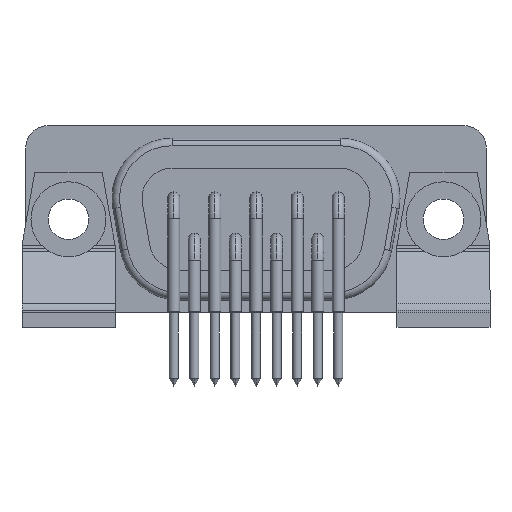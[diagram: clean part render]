
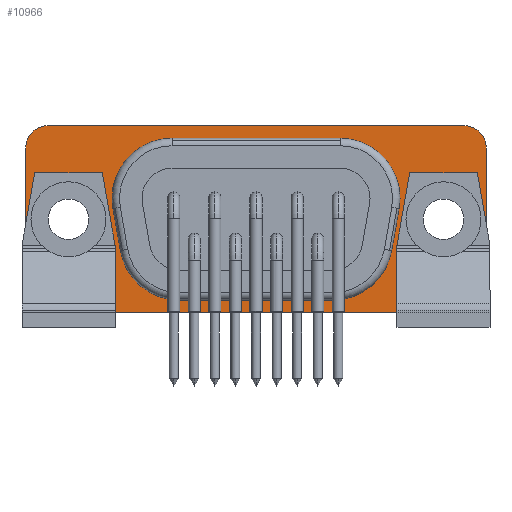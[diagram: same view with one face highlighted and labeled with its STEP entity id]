
A CAD part, front view. The second image highlights one B-rep face of the part: STEP entity #10966.
In plain terms, the highlighted planar face has unit normal (0, -1, 0).
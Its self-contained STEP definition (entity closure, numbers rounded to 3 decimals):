
#10426=CARTESIAN_POINT('',(-14.911,10.67,1.389));
#10427=VERTEX_POINT('',#10426);
#10443=CARTESIAN_POINT('',(-13.85,10.67,0.95));
#10444=VERTEX_POINT('',#10443);
#10451=CARTESIAN_POINT('',(-13.85,10.67,2.45));
#10452=DIRECTION('',(0.,1.,0.));
#10453=DIRECTION('',(-0.707,0.,-0.707));
#10454=AXIS2_PLACEMENT_3D('',#10451,#10452,#10453);
#10455=CIRCLE('',#10454,1.5);
#10456=EDGE_CURVE('',#10444,#10427,#10455,.T.);
#10468=CARTESIAN_POINT('',(14.911,10.67,1.389));
#10469=VERTEX_POINT('',#10468);
#10485=CARTESIAN_POINT('',(15.35,10.67,2.45));
#10486=VERTEX_POINT('',#10485);
#10493=CARTESIAN_POINT('',(13.85,10.67,2.45));
#10494=DIRECTION('',(0.,1.,0.));
#10495=DIRECTION('',(0.707,0.,-0.707));
#10496=AXIS2_PLACEMENT_3D('',#10493,#10494,#10495);
#10497=CIRCLE('',#10496,1.5);
#10498=EDGE_CURVE('',#10486,#10469,#10497,.T.);
#10510=CARTESIAN_POINT('',(14.911,10.67,13.011));
#10511=VERTEX_POINT('',#10510);
#10527=CARTESIAN_POINT('',(13.85,10.67,13.45));
#10528=VERTEX_POINT('',#10527);
#10535=CARTESIAN_POINT('',(13.85,10.67,11.95));
#10536=DIRECTION('',(0.,1.,0.));
#10537=DIRECTION('',(0.707,0.,0.707));
#10538=AXIS2_PLACEMENT_3D('',#10535,#10536,#10537);
#10539=CIRCLE('',#10538,1.5);
#10540=EDGE_CURVE('',#10528,#10511,#10539,.T.);
#10552=CARTESIAN_POINT('',(-14.911,10.67,13.011));
#10553=VERTEX_POINT('',#10552);
#10569=CARTESIAN_POINT('',(-15.35,10.67,11.95));
#10570=VERTEX_POINT('',#10569);
#10577=CARTESIAN_POINT('',(-13.85,10.67,11.95));
#10578=DIRECTION('',(0.,1.,0.));
#10579=DIRECTION('',(-0.707,0.,0.707));
#10580=AXIS2_PLACEMENT_3D('',#10577,#10578,#10579);
#10581=CIRCLE('',#10580,1.5);
#10582=EDGE_CURVE('',#10570,#10553,#10581,.T.);
#10594=CARTESIAN_POINT('',(-13.85,10.67,7.2));
#10595=VERTEX_POINT('',#10594);
#10611=CARTESIAN_POINT('',(-11.15,10.67,7.2));
#10612=VERTEX_POINT('',#10611);
#10619=CARTESIAN_POINT('',(-12.5,10.67,7.2));
#10620=DIRECTION('',(0.0,1.0,0.0));
#10621=DIRECTION('',(-1.0,0.0,0.0));
#10622=AXIS2_PLACEMENT_3D('',#10619,#10620,#10621);
#10623=CIRCLE('',#10622,1.35);
#10624=EDGE_CURVE('',#10595,#10612,#10623,.T.);
#10636=CARTESIAN_POINT('',(11.15,10.67,7.2));
#10637=VERTEX_POINT('',#10636);
#10653=CARTESIAN_POINT('',(13.85,10.67,7.2));
#10654=VERTEX_POINT('',#10653);
#10661=CARTESIAN_POINT('',(12.5,10.67,7.2));
#10662=DIRECTION('',(0.0,1.0,0.0));
#10663=DIRECTION('',(-1.0,0.0,0.0));
#10664=AXIS2_PLACEMENT_3D('',#10661,#10662,#10663);
#10665=CIRCLE('',#10664,1.35);
#10666=EDGE_CURVE('',#10637,#10654,#10665,.T.);
#10677=CARTESIAN_POINT('',(12.5,10.67,7.2));
#10678=DIRECTION('',(0.0,1.0,0.0));
#10679=DIRECTION('',(-1.0,0.0,0.0));
#10680=AXIS2_PLACEMENT_3D('',#10677,#10678,#10679);
#10681=CIRCLE('',#10680,1.35);
#10682=EDGE_CURVE('',#10654,#10637,#10681,.T.);
#10701=CARTESIAN_POINT('',(-12.5,10.67,7.2));
#10702=DIRECTION('',(0.0,1.0,0.0));
#10703=DIRECTION('',(-1.0,0.0,0.0));
#10704=AXIS2_PLACEMENT_3D('',#10701,#10702,#10703);
#10705=CIRCLE('',#10704,1.35);
#10706=EDGE_CURVE('',#10612,#10595,#10705,.T.);
#10724=CARTESIAN_POINT('',(-15.35,10.67,2.45));
#10725=VERTEX_POINT('',#10724);
#10726=CARTESIAN_POINT('',(-15.35,10.67,2.45));
#10727=DIRECTION('',(0.0,0.0,1.0));
#10728=VECTOR('',#10727,9.5);
#10729=LINE('',#10726,#10728);
#10730=EDGE_CURVE('',#10725,#10570,#10729,.T.);
#10756=CARTESIAN_POINT('',(-13.85,10.67,13.45));
#10757=VERTEX_POINT('',#10756);
#10758=CARTESIAN_POINT('',(-13.85,10.67,11.95));
#10759=DIRECTION('',(0.,1.,0.));
#10760=DIRECTION('',(-0.707,0.,0.707));
#10761=AXIS2_PLACEMENT_3D('',#10758,#10759,#10760);
#10762=CIRCLE('',#10761,1.5);
#10763=EDGE_CURVE('',#10553,#10757,#10762,.T.);
#10788=CARTESIAN_POINT('',(-13.85,10.67,13.45));
#10789=DIRECTION('',(1.0,0.0,0.0));
#10790=VECTOR('',#10789,27.7);
#10791=LINE('',#10788,#10790);
#10792=EDGE_CURVE('',#10757,#10528,#10791,.T.);
#10811=CARTESIAN_POINT('',(15.35,10.67,11.95));
#10812=VERTEX_POINT('',#10811);
#10813=CARTESIAN_POINT('',(13.85,10.67,11.95));
#10814=DIRECTION('',(0.,1.,0.));
#10815=DIRECTION('',(0.707,0.,0.707));
#10816=AXIS2_PLACEMENT_3D('',#10813,#10814,#10815);
#10817=CIRCLE('',#10816,1.5);
#10818=EDGE_CURVE('',#10511,#10812,#10817,.T.);
#10843=CARTESIAN_POINT('',(15.35,10.67,11.95));
#10844=DIRECTION('',(0.0,0.0,-1.0));
#10845=VECTOR('',#10844,9.5);
#10846=LINE('',#10843,#10845);
#10847=EDGE_CURVE('',#10812,#10486,#10846,.T.);
#10866=CARTESIAN_POINT('',(13.85,10.67,0.95));
#10867=VERTEX_POINT('',#10866);
#10868=CARTESIAN_POINT('',(13.85,10.67,2.45));
#10869=DIRECTION('',(0.,1.,0.));
#10870=DIRECTION('',(0.707,0.,-0.707));
#10871=AXIS2_PLACEMENT_3D('',#10868,#10869,#10870);
#10872=CIRCLE('',#10871,1.5);
#10873=EDGE_CURVE('',#10469,#10867,#10872,.T.);
#10898=CARTESIAN_POINT('',(13.85,10.67,0.95));
#10899=DIRECTION('',(-1.0,0.0,0.0));
#10900=VECTOR('',#10899,27.7);
#10901=LINE('',#10898,#10900);
#10902=EDGE_CURVE('',#10867,#10444,#10901,.T.);
#10921=CARTESIAN_POINT('',(-13.85,10.67,2.45));
#10922=DIRECTION('',(0.,1.,0.));
#10923=DIRECTION('',(-0.707,0.,-0.707));
#10924=AXIS2_PLACEMENT_3D('',#10921,#10922,#10923);
#10925=CIRCLE('',#10924,1.5);
#10926=EDGE_CURVE('',#10427,#10725,#10925,.T.);
#10939=CARTESIAN_POINT('',(0.,10.67,7.2));
#10940=DIRECTION('',(0.0,1.0,0.0));
#10941=DIRECTION('',(0.0,0.0,1.0));
#10942=AXIS2_PLACEMENT_3D('',#10939,#10940,#10941);
#10943=PLANE('',#10942);
#10944=ORIENTED_EDGE('',*,*,#10730,.F.);
#10945=ORIENTED_EDGE('',*,*,#10926,.F.);
#10946=ORIENTED_EDGE('',*,*,#10456,.F.);
#10947=ORIENTED_EDGE('',*,*,#10902,.F.);
#10948=ORIENTED_EDGE('',*,*,#10873,.F.);
#10949=ORIENTED_EDGE('',*,*,#10498,.F.);
#10950=ORIENTED_EDGE('',*,*,#10847,.F.);
#10951=ORIENTED_EDGE('',*,*,#10818,.F.);
#10952=ORIENTED_EDGE('',*,*,#10540,.F.);
#10953=ORIENTED_EDGE('',*,*,#10792,.F.);
#10954=ORIENTED_EDGE('',*,*,#10763,.F.);
#10955=ORIENTED_EDGE('',*,*,#10582,.F.);
#10956=EDGE_LOOP('',(#10944,#10945,#10946,#10947,#10948,#10949,#10950,#10951,#10952,#10953,#10954,#10955));
#10957=FACE_OUTER_BOUND('',#10956,.T.);
#10958=ORIENTED_EDGE('',*,*,#10666,.T.);
#10959=ORIENTED_EDGE('',*,*,#10682,.T.);
#10960=EDGE_LOOP('',(#10958,#10959));
#10961=FACE_BOUND('',#10960,.T.);
#10962=ORIENTED_EDGE('',*,*,#10624,.T.);
#10963=ORIENTED_EDGE('',*,*,#10706,.T.);
#10964=EDGE_LOOP('',(#10962,#10963));
#10965=FACE_BOUND('',#10964,.T.);
#10966=ADVANCED_FACE('',(#10957,#10961,#10965),#10943,.F.);
